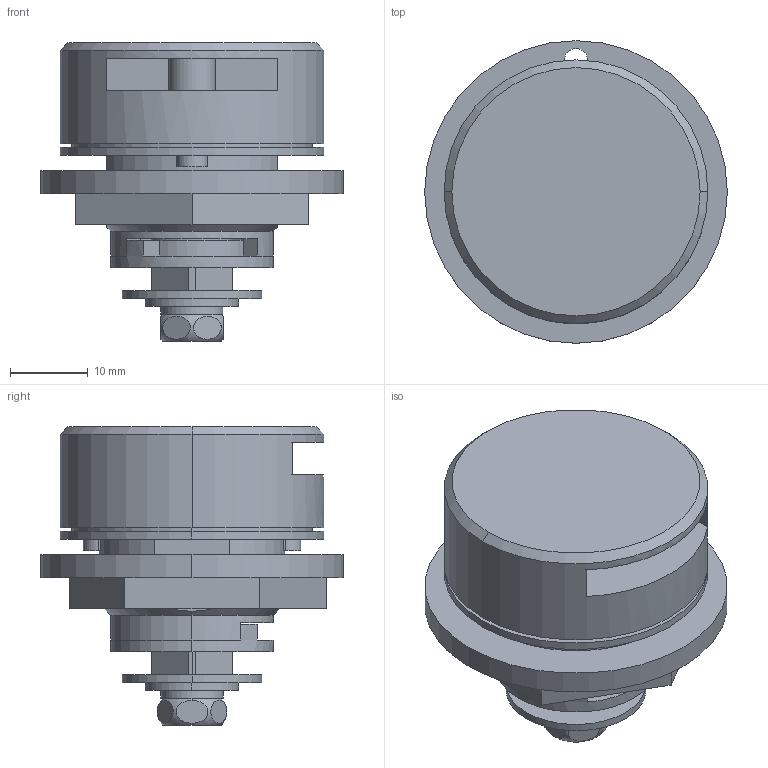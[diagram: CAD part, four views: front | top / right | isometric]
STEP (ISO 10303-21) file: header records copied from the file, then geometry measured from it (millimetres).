
FILE_DESCRIPTION (( 'STEP AP203' ), '1' );
FILE_NAME ('sone3D.STEP', '2013-12-03T03:55:05', ( '' ), ( '' ), 'SwSTEP 2.0', 'SolidWorks 2012', '' );
FILE_SCHEMA (( 'CONFIG_CONTROL_DESIGN' ));
Length unit declared in the file: millimetre
Products named in the file (11): sone3D; 十字穴付き六角ボルトM5; 暯儚僢僔儍乕M5暲娵_M5-冇12亊冇5.3亊t0.8; スプリングワッシャーM5_JIS B 1251 No.2 5; 廫帤寠晅偒榋妏儃儖僩M5_M5亊12; A-310-3仩8僗儁乕僒乕_; A-310-3ストッパー_; A-310-3パッキン_; A-310-3六角ナット_; A-310-3受座_; A-310-3本体_
Assembly tree (10 placements, depth 3):
  sone3D
    A-310-3本体_
    A-310-3受座_
    A-310-3六角ナット_
    A-310-3パッキン_
    A-310-3ストッパー_
    A-310-3仩8僗儁乕僒乕_
    十字穴付き六角ボルトM5
      廫帤寠晅偒榋妏儃儖僩M5_M5亊12
      スプリングワッシャーM5_JIS B 1251 No.2 5
      暯儚僢僔儍乕M5暲娵_M5-冇12亊冇5.3亊t0.8
Bounding box: 39 x 39 x 38.5 mm (x, y, z)
Volume: 18328.7 mm3; surface area: 17360.2 mm2
Topology: 9 solids, 9 shells, 235 faces, 554 edges, 365 vertices
Faces by surface type: plane 117, cylinder 104, cone 12, torus 2
Entity records: 8345 total; most frequent: CARTESIAN_POINT 1486, DIRECTION 1292, ORIENTED_EDGE 1104, EDGE_CURVE 552, AXIS2_PLACEMENT_3D 507, VERTEX_POINT 365, EDGE_LOOP 287, VECTOR 278
